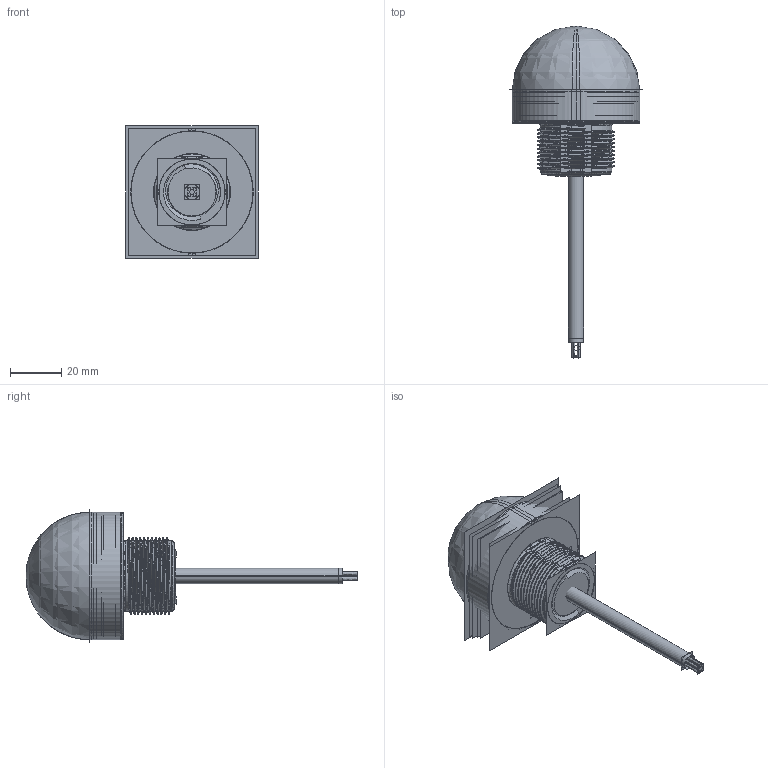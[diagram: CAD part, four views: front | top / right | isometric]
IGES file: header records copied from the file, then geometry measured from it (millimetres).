
Start section:  PTC IGES file: 144871.igs
Global section: file name: 144871.igs; native system: Creo Parametric by PTC Inc.; preprocessor: 2022414; author: banengservice; organization: Unknown; date: 20250627.124226; units: millimetre
Bounding box: 52.03 x 129.97 x 52 mm (x, y, z)
Volume: 28365.4 mm3; surface area: 163574.3 mm2
Topology: 4 solids, 4 shells, 698 faces, 3506 edges, 4431 vertices
Faces by surface type: revolution 404, bspline 294
